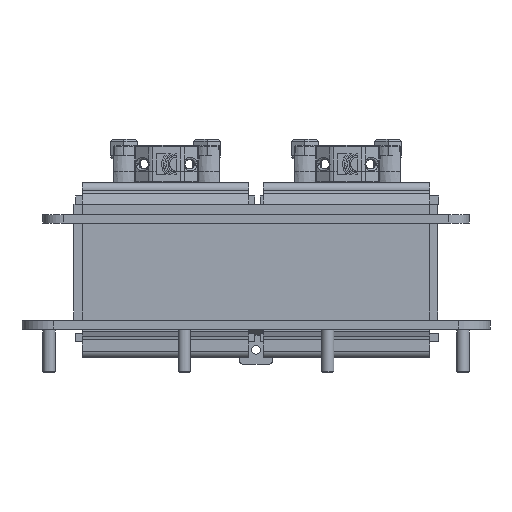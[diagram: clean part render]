
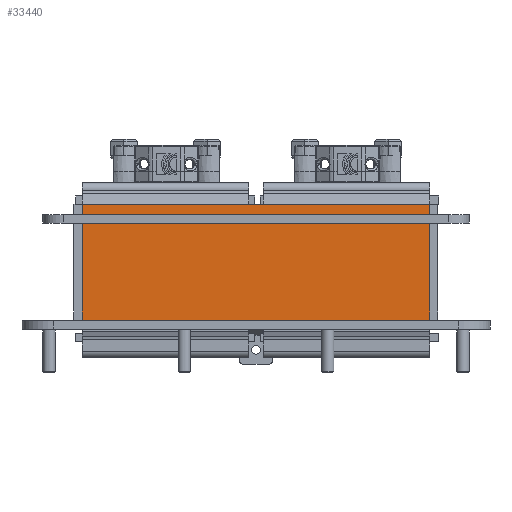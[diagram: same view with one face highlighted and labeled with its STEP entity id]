
A CAD part, left-side view. The second image highlights one B-rep face of the part: STEP entity #33440.
In plain terms, the highlighted face is planar.
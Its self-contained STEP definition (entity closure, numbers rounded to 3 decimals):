
#2568=PLANE('',#35909);
#3708=FACE_OUTER_BOUND('',#5662,.T.);
#5662=EDGE_LOOP('',(#23582,#23583,#23584,#23585));
#7836=LINE('',#45389,#11213);
#7837=LINE('',#45391,#11214);
#7838=LINE('',#45393,#11215);
#7839=LINE('',#45394,#11216);
#11213=VECTOR('',#38138,10.);
#11214=VECTOR('',#38139,10.);
#11215=VECTOR('',#38140,10.);
#11216=VECTOR('',#38141,10.);
#15028=VERTEX_POINT('',#45387);
#15029=VERTEX_POINT('',#45388);
#15030=VERTEX_POINT('',#45390);
#15031=VERTEX_POINT('',#45392);
#18374=EDGE_CURVE('',#15028,#15029,#7836,.T.);
#18375=EDGE_CURVE('',#15029,#15030,#7837,.F.);
#18376=EDGE_CURVE('',#15030,#15031,#7838,.T.);
#18377=EDGE_CURVE('',#15031,#15028,#7839,.F.);
#23582=ORIENTED_EDGE('',*,*,#18374,.T.);
#23583=ORIENTED_EDGE('',*,*,#18375,.T.);
#23584=ORIENTED_EDGE('',*,*,#18376,.T.);
#23585=ORIENTED_EDGE('',*,*,#18377,.T.);
#33440=ADVANCED_FACE('',(#3708),#2568,.T.);
#35909=AXIS2_PLACEMENT_3D('',#45386,#38136,#38137);
#38136=DIRECTION('center_axis',(0.,0.,-1.));
#38137=DIRECTION('ref_axis',(-1.,0.,0.));
#38138=DIRECTION('',(-1.,0.,0.));
#38139=DIRECTION('',(0.,-1.,0.));
#38140=DIRECTION('',(1.,0.,0.));
#38141=DIRECTION('',(0.,1.,0.));
#45386=CARTESIAN_POINT('Origin',(0.,0.,-2.));
#45387=CARTESIAN_POINT('',(83.5,-30.,-2.));
#45388=CARTESIAN_POINT('',(-83.5,-30.,-2.));
#45389=CARTESIAN_POINT('',(-87.2,-30.,-2.));
#45390=CARTESIAN_POINT('',(-83.5,30.,-2.));
#45391=CARTESIAN_POINT('',(-83.5,15.,-2.));
#45392=CARTESIAN_POINT('',(83.5,30.,-2.));
#45393=CARTESIAN_POINT('',(87.2,30.,-2.));
#45394=CARTESIAN_POINT('',(83.5,-15.,-2.));
